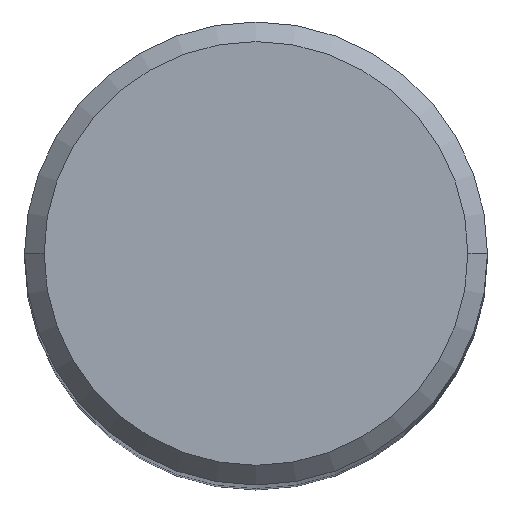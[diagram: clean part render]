
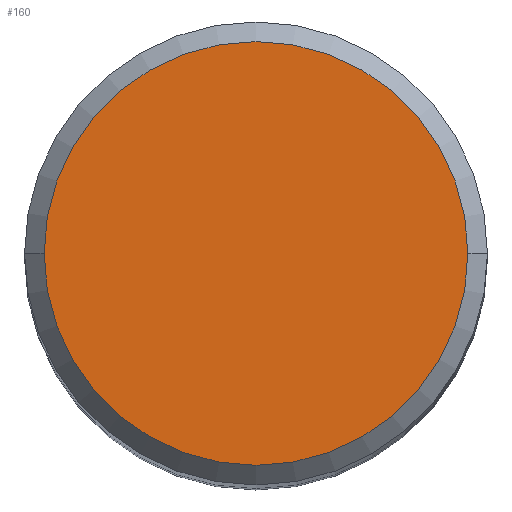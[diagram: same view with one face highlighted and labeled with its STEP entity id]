
A CAD part, top view. The second image highlights one B-rep face of the part: STEP entity #160.
In plain terms, the highlighted planar face has unit normal (0, 0, 1).
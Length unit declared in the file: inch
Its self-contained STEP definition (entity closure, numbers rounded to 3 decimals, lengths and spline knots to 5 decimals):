
#2 = AXIS2_PLACEMENT_3D ( 'NONE', #361, #340, #35 ) ;
#17 = AXIS2_PLACEMENT_3D ( 'NONE', #330, #338, #315 ) ;
#35 = DIRECTION ( 'NONE',  ( 1., 0., 0. ) ) ;
#101 = CARTESIAN_POINT ( 'NONE',  ( 0.2162, 0., 0. ) ) ;
#109 = PLANE ( 'NONE',  #130 ) ;
#120 = CARTESIAN_POINT ( 'NONE',  ( -0.2162, 0., 0. ) ) ;
#122 = VERTEX_POINT ( 'NONE', #101 ) ;
#130 = AXIS2_PLACEMENT_3D ( 'NONE', #354, #223, #328 ) ;
#160 = ADVANCED_FACE ( 'NONE', ( #359 ), #109, .F. ) ;
#166 = CIRCLE ( 'NONE', #2, 0.2162 ) ;
#167 = EDGE_CURVE ( 'NONE', #309, #122, #206, .T. ) ;
#206 = CIRCLE ( 'NONE', #17, 0.2162 ) ;
#210 = ORIENTED_EDGE ( 'NONE', *, *, #167, .T. ) ;
#216 = EDGE_CURVE ( 'NONE', #122, #309, #166, .T. ) ;
#223 = DIRECTION ( 'NONE',  ( 0., 0., -1. ) ) ;
#234 = ORIENTED_EDGE ( 'NONE', *, *, #216, .T. ) ;
#253 = EDGE_LOOP ( 'NONE', ( #210, #234 ) ) ;
#309 = VERTEX_POINT ( 'NONE', #120 ) ;
#315 = DIRECTION ( 'NONE',  ( 1., 0., 0. ) ) ;
#328 = DIRECTION ( 'NONE',  ( -1., 0., 0. ) ) ;
#330 = CARTESIAN_POINT ( 'NONE',  ( 0., 0., 0. ) ) ;
#338 = DIRECTION ( 'NONE',  ( 0., 0., 1. ) ) ;
#340 = DIRECTION ( 'NONE',  ( 0., 0., 1. ) ) ;
#354 = CARTESIAN_POINT ( 'NONE',  ( 0., 0.2162, 0. ) ) ;
#359 = FACE_OUTER_BOUND ( 'NONE', #253, .T. ) ;
#361 = CARTESIAN_POINT ( 'NONE',  ( 0., 0., 0. ) ) ;
